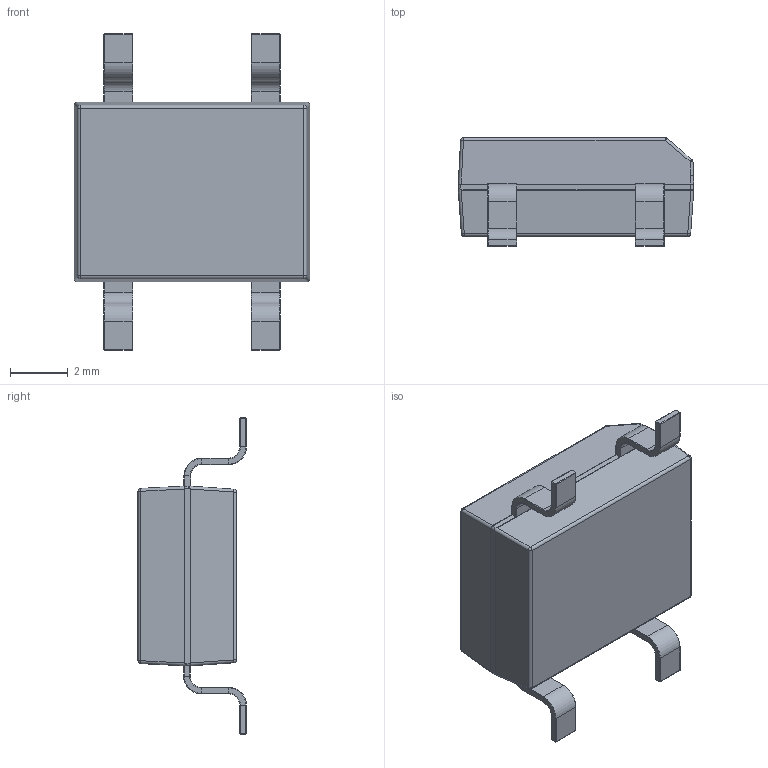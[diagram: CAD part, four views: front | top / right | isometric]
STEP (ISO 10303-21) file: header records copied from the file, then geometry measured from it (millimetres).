
FILE_DESCRIPTION (( 'STEP AP214' ), '1' );
FILE_NAME ('DB-1S.STEP', '2015-12-23T10:29:47', ( 'user' ), ( 'MICROSOFT' ), 'SwSTEP 2.0', 'SolidWorks 2015', '' );
FILE_SCHEMA (( 'AUTOMOTIVE_DESIGN' ));
Length unit declared in the file: millimetre
Products named in the file (1): DB-1S
Bounding box: 8.12 x 3.75 x 10.9 mm (x, y, z)
Volume: 168.3 mm3; surface area: 224 mm2
Topology: 1 solids, 1 shells, 576 faces, 1407 edges, 840 vertices
Faces by surface type: plane 260, bspline 141, cylinder 111, sphere 32, torus 32
Entity records: 28542 total; most frequent: CARTESIAN_POINT 9704, ORIENTED_EDGE 2766, DIRECTION 2213, EDGE_CURVE 1383, VERTEX_POINT 840, VECTOR 833, LINE 833, AXIS2_PLACEMENT_3D 690
